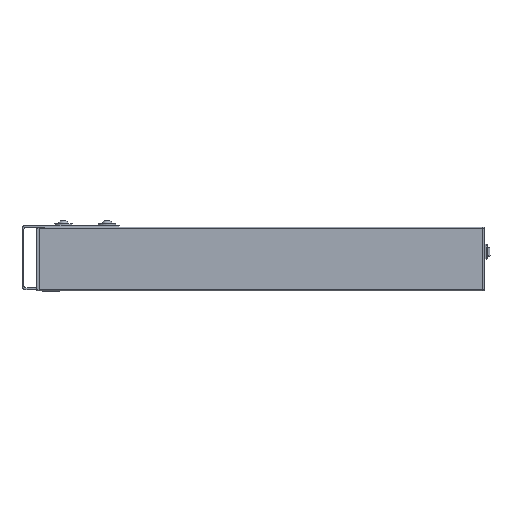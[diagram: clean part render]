
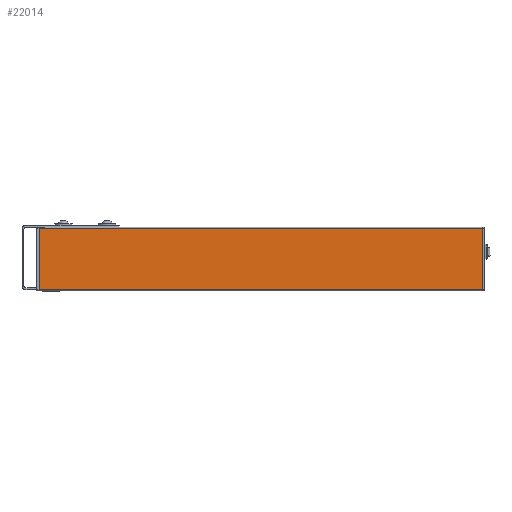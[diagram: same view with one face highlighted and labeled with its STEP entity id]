
A CAD part, left-side view. The second image highlights one B-rep face of the part: STEP entity #22014.
In plain terms, the highlighted face is planar.
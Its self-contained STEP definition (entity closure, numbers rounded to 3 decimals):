
#1005=LINE('',#30794,#2983);
#2585=LINE('',#55544,#4563);
#2676=LINE('',#55830,#4654);
#2677=LINE('',#55832,#4655);
#2983=VECTOR('',#24810,10.);
#4563=VECTOR('',#29076,63.);
#4654=VECTOR('',#29367,851.);
#4655=VECTOR('',#29370,851.);
#6351=FACE_OUTER_BOUND('',#7700,.T.);
#7700=EDGE_LOOP('',(#19173,#19174,#19175,#19176));
#8778=VERTEX_POINT('',#30791);
#8779=VERTEX_POINT('',#30793);
#10308=VERTEX_POINT('',#55541);
#10309=VERTEX_POINT('',#55543);
#10866=EDGE_CURVE('',#8779,#8778,#1005,.T.);
#13252=EDGE_CURVE('',#10309,#10308,#2585,.T.);
#13398=EDGE_CURVE('',#10308,#8779,#2676,.T.);
#13399=EDGE_CURVE('',#10309,#8778,#2677,.T.);
#19173=ORIENTED_EDGE('',*,*,#10866,.T.);
#19174=ORIENTED_EDGE('',*,*,#13399,.F.);
#19175=ORIENTED_EDGE('',*,*,#13252,.T.);
#19176=ORIENTED_EDGE('',*,*,#13398,.T.);
#20887=PLANE('',#23998);
#22014=ADVANCED_FACE('',(#6351),#20887,.T.);
#23998=AXIS2_PLACEMENT_3D('',#55831,#29368,#29369);
#24810=DIRECTION('',(-0.707,0.683,-0.183));
#29076=DIRECTION('',(0.707,-0.683,0.183));
#29367=DIRECTION('',(0.,0.259,0.966));
#29368=DIRECTION('center_axis',(-0.707,-0.683,0.183));
#29369=DIRECTION('ref_axis',(0.707,-0.683,0.183));
#29370=DIRECTION('',(0.,0.259,0.966));
#30791=CARTESIAN_POINT('',(89.032,-92.926,442.725));
#30793=CARTESIAN_POINT('',(133.579,-135.956,454.255));
#30794=CARTESIAN_POINT('',(85.439,-89.456,441.795));
#55541=CARTESIAN_POINT('',(133.579,-253.977,13.793));
#55543=CARTESIAN_POINT('',(89.032,-210.947,2.263));
#55544=CARTESIAN_POINT('',(89.032,-210.947,2.263));
#55830=CARTESIAN_POINT('',(133.579,-253.977,13.793));
#55831=CARTESIAN_POINT('Origin',(83.014,-207.337,-7.515));
#55832=CARTESIAN_POINT('',(89.032,-210.947,2.263));
